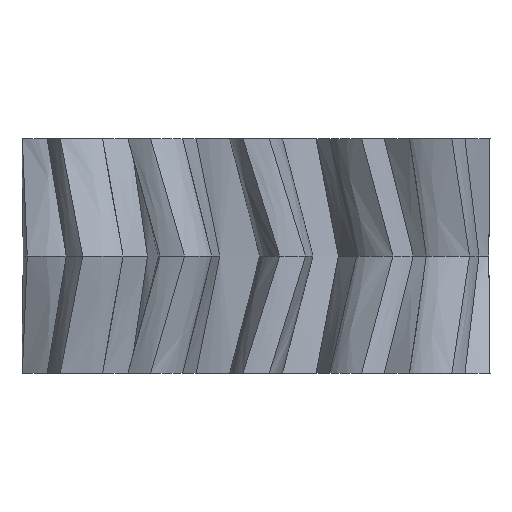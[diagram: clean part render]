
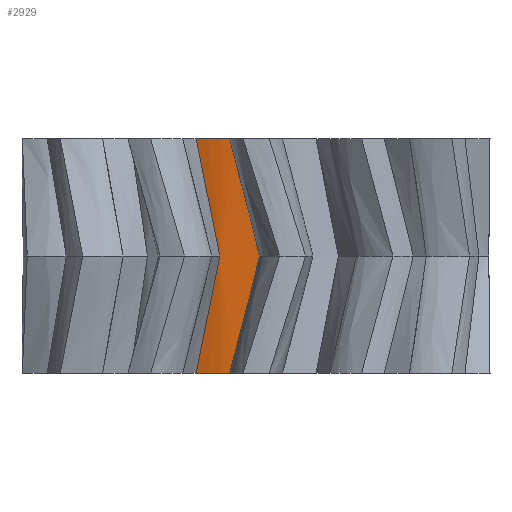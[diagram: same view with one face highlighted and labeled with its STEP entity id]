
A CAD part, front view. The second image highlights one B-rep face of the part: STEP entity #2929.
In plain terms, the highlighted cylindrical face has radius 4.75 mm (diameter 9.5 mm), a partial arc.
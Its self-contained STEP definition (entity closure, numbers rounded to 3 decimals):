
#185=B_SPLINE_CURVE_WITH_KNOTS('',3,(#5788,#5789,#5790,#5791),
 .UNSPECIFIED.,.F.,.F.,(4,4),(0.,0.358),.UNSPECIFIED.);
#191=B_SPLINE_CURVE_WITH_KNOTS('',3,(#11661,#11662,#11663,#11664),
 .UNSPECIFIED.,.F.,.F.,(4,4),(0.,0.358),.UNSPECIFIED.);
#282=B_SPLINE_CURVE_WITH_KNOTS('',3,(#19188,#19189,#19190,#19191),
 .UNSPECIFIED.,.F.,.F.,(4,4),(0.,0.358),.UNSPECIFIED.);
#288=B_SPLINE_CURVE_WITH_KNOTS('',3,(#24525,#24526,#24527,#24528),
 .UNSPECIFIED.,.F.,.F.,(4,4),(0.,0.358),.UNSPECIFIED.);
#637=FACE_OUTER_BOUND('',#822,.T.);
#822=EDGE_LOOP('',(#2494,#2495,#2496,#2497,#2498,#2499));
#1068=CIRCLE('',#3046,4.75);
#1085=CIRCLE('',#3066,4.75);
#1141=VERTEX_POINT('',#5786);
#1142=VERTEX_POINT('',#5787);
#1224=VERTEX_POINT('',#11640);
#1225=VERTEX_POINT('',#11660);
#1316=VERTEX_POINT('',#19187);
#1322=VERTEX_POINT('',#19827);
#1444=EDGE_CURVE('',#1141,#1142,#185,.T.);
#1535=EDGE_CURVE('',#1224,#1141,#1068,.T.);
#1537=EDGE_CURVE('',#1225,#1224,#191,.T.);
#1708=EDGE_CURVE('',#1316,#1142,#282,.T.);
#1721=EDGE_CURVE('',#1322,#1316,#1085,.T.);
#1793=EDGE_CURVE('',#1225,#1322,#288,.T.);
#2494=ORIENTED_EDGE('',*,*,#1708,.T.);
#2495=ORIENTED_EDGE('',*,*,#1444,.F.);
#2496=ORIENTED_EDGE('',*,*,#1535,.F.);
#2497=ORIENTED_EDGE('',*,*,#1537,.F.);
#2498=ORIENTED_EDGE('',*,*,#1793,.T.);
#2499=ORIENTED_EDGE('',*,*,#1721,.T.);
#2809=CYLINDRICAL_SURFACE('',#3084,4.75);
#2929=ADVANCED_FACE('',(#637),#2809,.T.);
#3046=AXIS2_PLACEMENT_3D('',#11642,#3188,#3189);
#3066=AXIS2_PLACEMENT_3D('',#19828,#3252,#3253);
#3084=AXIS2_PLACEMENT_3D('',#24524,#3306,#3307);
#3188=DIRECTION('center_axis',(0.,0.,1.));
#3189=DIRECTION('ref_axis',(1.,0.,0.));
#3252=DIRECTION('center_axis',(0.,0.,1.));
#3253=DIRECTION('ref_axis',(1.,0.,0.));
#3306=DIRECTION('center_axis',(0.,0.,1.));
#3307=DIRECTION('ref_axis',(1.,0.,0.));
#5786=CARTESIAN_POINT('',(-0.646,-4.706,7.));
#5787=CARTESIAN_POINT('',(0.098,-4.749,3.5));
#5788=CARTESIAN_POINT('Ctrl Pts',(-0.646,-4.706,
7.));
#5789=CARTESIAN_POINT('Ctrl Pts',(-0.4,-4.74,5.833));
#5790=CARTESIAN_POINT('Ctrl Pts',(-0.151,-4.754,
4.667));
#5791=CARTESIAN_POINT('Ctrl Pts',(0.098,-4.749,
3.5));
#11640=CARTESIAN_POINT('',(-1.793,-4.398,7.));
#11642=CARTESIAN_POINT('Origin',(0.,0.,7.));
#11660=CARTESIAN_POINT('',(-1.083,-4.625,3.5));
#11661=CARTESIAN_POINT('Ctrl Pts',(-1.083,-4.625,3.5));
#11662=CARTESIAN_POINT('Ctrl Pts',(-1.325,-4.568,4.667));
#11663=CARTESIAN_POINT('Ctrl Pts',(-1.563,-4.492,
5.833));
#11664=CARTESIAN_POINT('Ctrl Pts',(-1.793,-4.398,
7.));
#19187=CARTESIAN_POINT('',(-0.646,-4.706,0.));
#19188=CARTESIAN_POINT('Ctrl Pts',(-0.646,-4.706,
0.));
#19189=CARTESIAN_POINT('Ctrl Pts',(-0.4,-4.74,
1.167));
#19190=CARTESIAN_POINT('Ctrl Pts',(-0.151,-4.754,
2.333));
#19191=CARTESIAN_POINT('Ctrl Pts',(0.098,-4.749,
3.5));
#19827=CARTESIAN_POINT('',(-1.793,-4.398,0.));
#19828=CARTESIAN_POINT('Origin',(0.,0.,0.));
#24524=CARTESIAN_POINT('Origin',(0.,0.,0.));
#24525=CARTESIAN_POINT('Ctrl Pts',(-1.083,-4.625,3.5));
#24526=CARTESIAN_POINT('Ctrl Pts',(-1.325,-4.568,2.333));
#24527=CARTESIAN_POINT('Ctrl Pts',(-1.563,-4.492,
1.167));
#24528=CARTESIAN_POINT('Ctrl Pts',(-1.793,-4.398,
0.));
